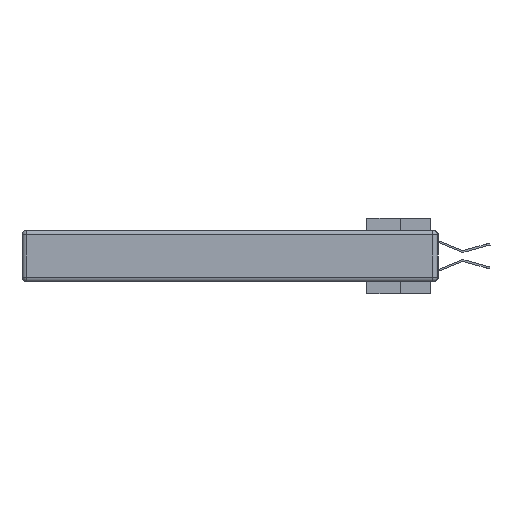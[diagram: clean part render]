
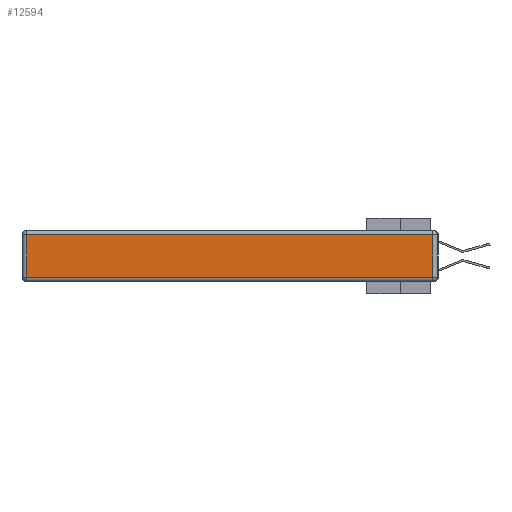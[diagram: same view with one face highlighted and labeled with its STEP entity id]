
A CAD part, left-side view. The second image highlights one B-rep face of the part: STEP entity #12594.
In plain terms, the highlighted planar face has unit normal (-1, 0, 0).
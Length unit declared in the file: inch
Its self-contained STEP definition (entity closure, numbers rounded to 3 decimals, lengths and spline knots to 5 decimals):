
#251 = EDGE_LOOP ( 'NONE', ( #10731, #20622, #13329, #4806 ) ) ;
#1171 = PLANE ( 'NONE',  #6606 ) ;
#1275 = CARTESIAN_POINT ( 'NONE',  ( 0., 0.03, -0.343 ) ) ;
#2176 = LINE ( 'NONE', #26962, #22232 ) ;
#3706 = DIRECTION ( 'NONE',  ( 0., 0., 1. ) ) ;
#4574 = EDGE_CURVE ( 'NONE', #24966, #7715, #14855, .T. ) ;
#4806 = ORIENTED_EDGE ( 'NONE', *, *, #20527, .T. ) ;
#6606 = AXIS2_PLACEMENT_3D ( 'NONE', #17721, #22212, #3706 ) ;
#7715 = VERTEX_POINT ( 'NONE', #21511 ) ;
#8757 = DIRECTION ( 'NONE',  ( 0., 0., -1. ) ) ;
#9622 = CARTESIAN_POINT ( 'NONE',  ( 0., 0.03, -0.313 ) ) ;
#10731 = ORIENTED_EDGE ( 'NONE', *, *, #22991, .T. ) ;
#12594 = ADVANCED_FACE ( 'NONE', ( #23842 ), #1171, .T. ) ;
#13329 = ORIENTED_EDGE ( 'NONE', *, *, #27296, .T. ) ;
#14855 = LINE ( 'NONE', #1275, #25783 ) ;
#15489 = VECTOR ( 'NONE', #8757, 39.37008 ) ;
#15513 = CARTESIAN_POINT ( 'NONE',  ( 0., 2.72, -0.03 ) ) ;
#15619 = DIRECTION ( 'NONE',  ( 0., 1., 0. ) ) ;
#17410 = LINE ( 'NONE', #26515, #15489 ) ;
#17721 = CARTESIAN_POINT ( 'NONE',  ( 0., 0., -0.343 ) ) ;
#17999 = CARTESIAN_POINT ( 'NONE',  ( 0., 2.72, -0.313 ) ) ;
#19395 = LINE ( 'NONE', #26103, #29346 ) ;
#20496 = VERTEX_POINT ( 'NONE', #17999 ) ;
#20527 = EDGE_CURVE ( 'NONE', #28570, #20496, #17410, .T. ) ;
#20622 = ORIENTED_EDGE ( 'NONE', *, *, #4574, .T. ) ;
#21511 = CARTESIAN_POINT ( 'NONE',  ( 0., 0.03, -0.03 ) ) ;
#22212 = DIRECTION ( 'NONE',  ( -1., 0., 0. ) ) ;
#22232 = VECTOR ( 'NONE', #15619, 39.37008 ) ;
#22991 = EDGE_CURVE ( 'NONE', #20496, #24966, #19395, .T. ) ;
#23842 = FACE_OUTER_BOUND ( 'NONE', #251, .T. ) ;
#23941 = DIRECTION ( 'NONE',  ( 0., 0., 1. ) ) ;
#24966 = VERTEX_POINT ( 'NONE', #9622 ) ;
#25783 = VECTOR ( 'NONE', #23941, 39.37008 ) ;
#26103 = CARTESIAN_POINT ( 'NONE',  ( 0., 0., -0.313 ) ) ;
#26392 = DIRECTION ( 'NONE',  ( 0., -1., 0. ) ) ;
#26515 = CARTESIAN_POINT ( 'NONE',  ( 0., 2.72, -0.343 ) ) ;
#26962 = CARTESIAN_POINT ( 'NONE',  ( 0., 2.75, -0.03 ) ) ;
#27296 = EDGE_CURVE ( 'NONE', #7715, #28570, #2176, .T. ) ;
#28570 = VERTEX_POINT ( 'NONE', #15513 ) ;
#29346 = VECTOR ( 'NONE', #26392, 39.37008 ) ;
